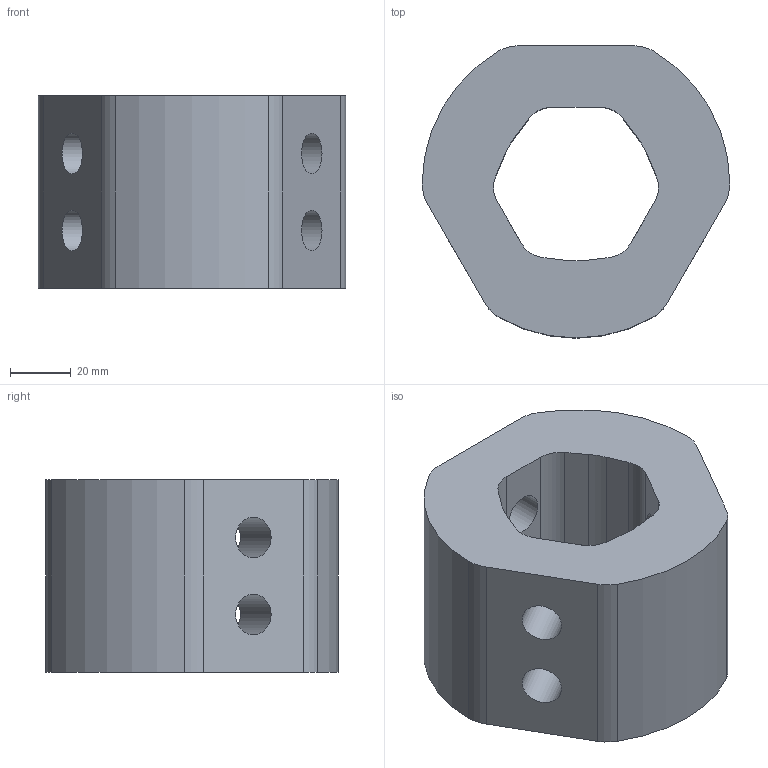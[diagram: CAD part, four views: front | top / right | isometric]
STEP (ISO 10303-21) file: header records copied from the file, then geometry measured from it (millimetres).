
FILE_DESCRIPTION(/* description */ (''),/* implementation_level */ '2;1');
FILE_NAME(/* name */ 'R101 CHUNKY_HUB.stp',/* time_stamp */ '2025-09-30T20:00:42-04:00',/* author */ (''),/* organization */ (''),/* preprocessor_version */ 'ST-DEVELOPER v19.4',/* originating_system */ 'SIEMENS PLM Software NX2306.8900',/* authorisation */ '');
FILE_SCHEMA (('AUTOMOTIVE_DESIGN { 1 0 10303 214 3 1 1 1 }'));
Length unit declared in the file: inch
Products named in the file (1): C101-000 BOTTOM LAYOUT_objects
Bounding box: 101.6 x 96.48 x 63.5 mm (x, y, z)
Volume: 331502.8 mm3; surface area: 44929.2 mm2
Topology: 1 solids, 1 shells, 38 faces, 112 edges, 76 vertices
Faces by surface type: cylinder 24, plane 14
Full cylindrical faces by diameter (mm): 13.492 x6
Entity records: 1292 total; most frequent: DIRECTION 228, CARTESIAN_POINT 213, ORIENTED_EDGE 204, EDGE_CURVE 102, AXIS2_PLACEMENT_3D 87, VERTEX_POINT 72, EDGE_LOOP 58, LINE 54
